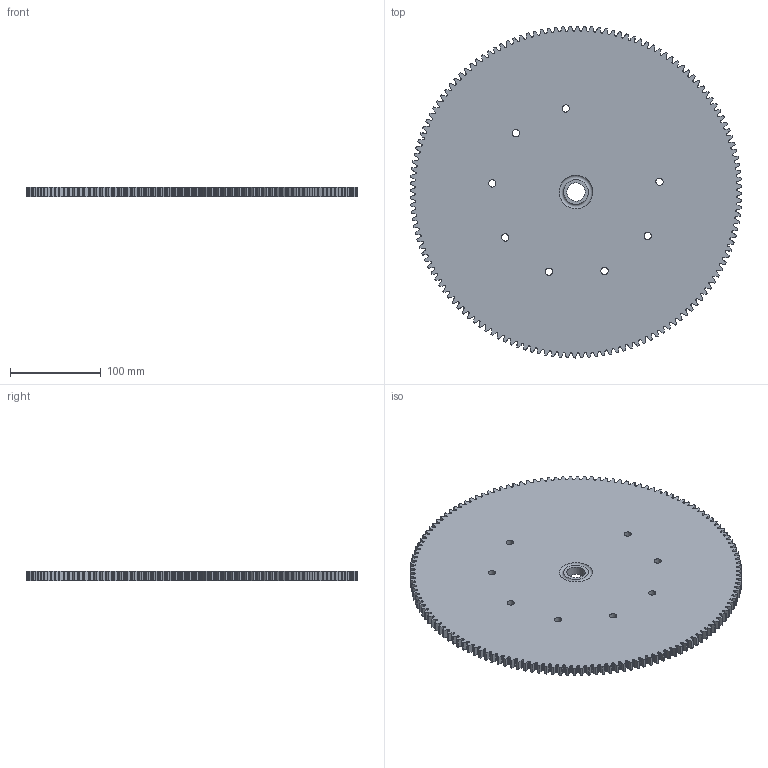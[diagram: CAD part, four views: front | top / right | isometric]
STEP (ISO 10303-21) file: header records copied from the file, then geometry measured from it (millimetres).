
FILE_DESCRIPTION(('FreeCAD Model'),'2;1');
FILE_NAME('Barillet part 2.step','2016-11-16T17:45:38',('Author'),(''), 'Open CASCADE STEP processor 6.8','FreeCAD','Unknown');
FILE_SCHEMA(('AUTOMOTIVE_DESIGN_CC2 { 1 2 10303 214 -1 1 5 4 }'));
Length unit declared in the file: millimetre
Products named in the file (2): ASSEMBLY; Cut003
Assembly tree (1 placements, depth 2):
  ASSEMBLY
    Cut003
Bounding box: 365 x 365 x 10 mm (x, y, z)
Volume: 1006508.7 mm3; surface area: 227319.3 mm2
Topology: 1 solids, 1 shells, 1167 faces, 3489 edges, 2326 vertices
Faces by surface type: cylinder 585, extrusion 576, plane 4, torus 2
Full cylindrical faces by diameter (mm): 8 x8, 20 x1
Entity records: 99005 total; most frequent: CARTESIAN_POINT 26166, DIRECTION 10507, ORIENTED_EDGE 6978, PCURVE 6978, DEFINITIONAL_REPRESENTATION 6978, VECTOR 6389, LINE 5813, EDGE_CURVE 3489
